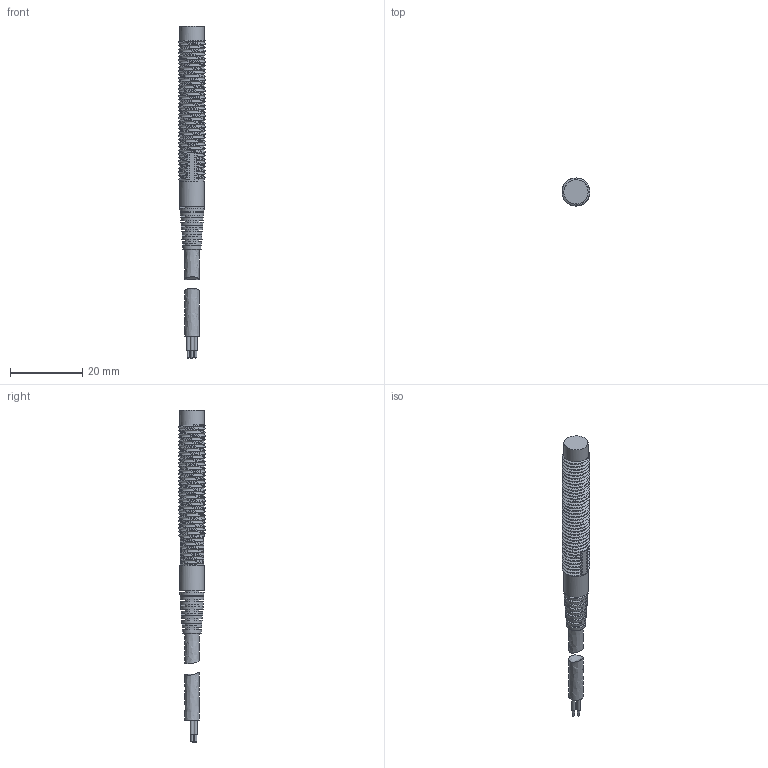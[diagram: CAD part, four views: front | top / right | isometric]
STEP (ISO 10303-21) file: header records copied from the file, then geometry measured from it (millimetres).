
FILE_DESCRIPTION( ('This file contains a STEP AP42 implementation' ,'as created by ZW3D STEP Interface translator.') ,'2;1' );
FILE_NAME( 'OCN2-0804X-X3LX.stp' ,'20 514.15 330', (''), ('ZWCAD Software Co.'), 'Version 1.0', 'ZW3D to STEP translator', '' );
FILE_SCHEMA(('AUTOMOTIVE_DESIGN'));
Length unit declared in the file: millimetre
Products named in the file (2): 0; OCN2-0804X-X3LX
Bounding box: 7.72 x 7.72 x 92 mm (x, y, z)
Volume: 2469.1 mm3; surface area: 2444 mm2
Topology: 2 solids, 2 shells, 199 faces, 522 edges, 349 vertices
Faces by surface type: bspline 199
Entity records: 20444 total; most frequent: CARTESIAN_POINT 17300, ORIENTED_EDGE 1040, EDGE_CURVE 520, VERTEX_POINT 345, B_SPLINE_CURVE_WITH_KNOTS 264, EDGE_LOOP 219, FACE_OUTER_BOUND 199, ADVANCED_FACE 199
